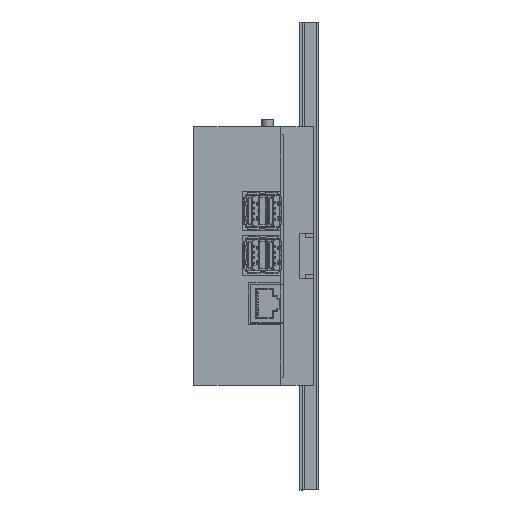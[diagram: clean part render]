
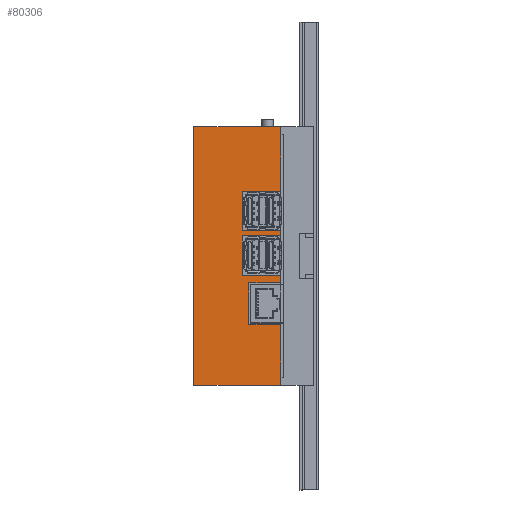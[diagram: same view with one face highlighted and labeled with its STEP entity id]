
A CAD part, left-side view. The second image highlights one B-rep face of the part: STEP entity #80306.
In plain terms, the highlighted face is planar.
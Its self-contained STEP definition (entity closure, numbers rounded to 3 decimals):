
#417 = ORIENTED_EDGE ( 'NONE', *, *, #147646, .F. ) ;
#966 = LINE ( 'NONE', #100087, #132423 ) ;
#1189 = LINE ( 'NONE', #88544, #172196 ) ;
#4077 = ORIENTED_EDGE ( 'NONE', *, *, #91510, .F. ) ;
#4431 = CARTESIAN_POINT ( 'NONE',  ( 55., 0., 10.907 ) ) ;
#6130 = LINE ( 'NONE', #58539, #64594 ) ;
#10130 = CARTESIAN_POINT ( 'NONE',  ( 55., 0., 7.857 ) ) ;
#12819 = DIRECTION ( 'NONE',  ( 0., 0., 1. ) ) ;
#14102 = DIRECTION ( 'NONE',  ( 0., 0., -1. ) ) ;
#14657 = CARTESIAN_POINT ( 'NONE',  ( 55., 0., 52.5 ) ) ;
#20141 = LINE ( 'NONE', #26207, #149265 ) ;
#20280 = VECTOR ( 'NONE', #90501, 1000. ) ;
#21125 = CARTESIAN_POINT ( 'NONE',  ( 55., 15.69, -8.143 ) ) ;
#21809 = EDGE_CURVE ( 'NONE', #44337, #171843, #34330, .T. ) ;
#23033 = CARTESIAN_POINT ( 'NONE',  ( 55., 35.3, 52.5 ) ) ;
#23151 = CARTESIAN_POINT ( 'NONE',  ( 55., 35.3, -52.5 ) ) ;
#23926 = FACE_OUTER_BOUND ( 'NONE', #153406, .T. ) ;
#26144 = VECTOR ( 'NONE', #27162, 1000. ) ;
#26161 = VERTEX_POINT ( 'NONE', #40184 ) ;
#26207 = CARTESIAN_POINT ( 'NONE',  ( 55., 15.69, 7.857 ) ) ;
#27162 = DIRECTION ( 'NONE',  ( 0., -1., 0. ) ) ;
#27531 = ORIENTED_EDGE ( 'NONE', *, *, #80475, .F. ) ;
#28048 = ORIENTED_EDGE ( 'NONE', *, *, #34039, .F. ) ;
#28317 = EDGE_CURVE ( 'NONE', #26161, #74437, #31406, .T. ) ;
#30175 = LINE ( 'NONE', #14657, #76019 ) ;
#30547 = VECTOR ( 'NONE', #94438, 1000. ) ;
#30881 = VERTEX_POINT ( 'NONE', #124906 ) ;
#31406 = LINE ( 'NONE', #43450, #39815 ) ;
#33879 = DIRECTION ( 'NONE',  ( 0., 1., 0. ) ) ;
#34039 = EDGE_CURVE ( 'NONE', #117403, #108657, #91271, .T. ) ;
#34330 = LINE ( 'NONE', #146814, #157380 ) ;
#36456 = VERTEX_POINT ( 'NONE', #4431 ) ;
#36723 = LINE ( 'NONE', #136869, #30547 ) ;
#39270 = VECTOR ( 'NONE', #127356, 1000. ) ;
#39815 = VECTOR ( 'NONE', #44042, 1000. ) ;
#40184 = CARTESIAN_POINT ( 'NONE',  ( 55., 0., -26.243 ) ) ;
#40557 = AXIS2_PLACEMENT_3D ( 'NONE', #130923, #50650, #65155 ) ;
#40900 = LINE ( 'NONE', #55085, #113929 ) ;
#41279 = EDGE_CURVE ( 'NONE', #120708, #44337, #20141, .T. ) ;
#41528 = EDGE_CURVE ( 'NONE', #137531, #84195, #36723, .T. ) ;
#42202 = CARTESIAN_POINT ( 'NONE',  ( 55., 15.69, -26.243 ) ) ;
#43450 = CARTESIAN_POINT ( 'NONE',  ( 55., 0., -26.243 ) ) ;
#44042 = DIRECTION ( 'NONE',  ( 0., 1., 0. ) ) ;
#44146 = VERTEX_POINT ( 'NONE', #128216 ) ;
#44337 = VERTEX_POINT ( 'NONE', #80967 ) ;
#45174 = VECTOR ( 'NONE', #129236, 1000. ) ;
#47380 = EDGE_CURVE ( 'NONE', #36456, #171843, #166754, .T. ) ;
#47975 = CARTESIAN_POINT ( 'NONE',  ( 55., 35.3, -52.5 ) ) ;
#50650 = DIRECTION ( 'NONE',  ( -1., 0., 0. ) ) ;
#52997 = PLANE ( 'NONE',  #40557 ) ;
#53753 = VERTEX_POINT ( 'NONE', #138738 ) ;
#55085 = CARTESIAN_POINT ( 'NONE',  ( 55., 12.95, 10.907 ) ) ;
#57679 = LINE ( 'NONE', #23151, #45174 ) ;
#58539 = CARTESIAN_POINT ( 'NONE',  ( 55., 15.69, -10.243 ) ) ;
#62564 = EDGE_CURVE ( 'NONE', #26161, #53753, #1189, .T. ) ;
#62958 = EDGE_CURVE ( 'NONE', #44146, #95621, #30175, .T. ) ;
#64594 = VECTOR ( 'NONE', #125476, 1000. ) ;
#65155 = DIRECTION ( 'NONE',  ( 0., 0., 1. ) ) ;
#66309 = CARTESIAN_POINT ( 'NONE',  ( 55., 12.95, 27.807 ) ) ;
#66422 = DIRECTION ( 'NONE',  ( 0., -1., 0. ) ) ;
#67471 = CARTESIAN_POINT ( 'NONE',  ( 55., 12.95, 27.807 ) ) ;
#69579 = ORIENTED_EDGE ( 'NONE', *, *, #150954, .F. ) ;
#70497 = EDGE_CURVE ( 'NONE', #74437, #30881, #6130, .T. ) ;
#71035 = CARTESIAN_POINT ( 'NONE',  ( 55., 0., -10.243 ) ) ;
#71828 = CARTESIAN_POINT ( 'NONE',  ( 55., 0., -8.143 ) ) ;
#72017 = LINE ( 'NONE', #148434, #26144 ) ;
#73275 = LINE ( 'NONE', #71828, #104556 ) ;
#74437 = VERTEX_POINT ( 'NONE', #42202 ) ;
#76019 = VECTOR ( 'NONE', #14102, 1000. ) ;
#79115 = DIRECTION ( 'NONE',  ( 0., 0., 1. ) ) ;
#80246 = EDGE_CURVE ( 'NONE', #146734, #105421, #82523, .T. ) ;
#80306 = ADVANCED_FACE ( 'NONE', ( #23926 ), #52997, .F. ) ;
#80475 = EDGE_CURVE ( 'NONE', #105421, #84195, #72017, .T. ) ;
#80967 = CARTESIAN_POINT ( 'NONE',  ( 55., 15.69, 7.857 ) ) ;
#82523 = LINE ( 'NONE', #66309, #172188 ) ;
#84195 = VERTEX_POINT ( 'NONE', #160133 ) ;
#88366 = ORIENTED_EDGE ( 'NONE', *, *, #41528, .T. ) ;
#88544 = CARTESIAN_POINT ( 'NONE',  ( 55., 0., 52.5 ) ) ;
#90501 = DIRECTION ( 'NONE',  ( 0., 0., -1. ) ) ;
#90875 = CARTESIAN_POINT ( 'NONE',  ( 55., 0., 52.5 ) ) ;
#90915 = ORIENTED_EDGE ( 'NONE', *, *, #80246, .F. ) ;
#91271 = LINE ( 'NONE', #172046, #20280 ) ;
#91510 = EDGE_CURVE ( 'NONE', #108657, #53753, #57679, .T. ) ;
#93775 = ORIENTED_EDGE ( 'NONE', *, *, #47380, .T. ) ;
#94049 = EDGE_CURVE ( 'NONE', #44146, #120708, #73275, .T. ) ;
#94438 = DIRECTION ( 'NONE',  ( 0., 0., -1. ) ) ;
#95621 = VERTEX_POINT ( 'NONE', #71035 ) ;
#100087 = CARTESIAN_POINT ( 'NONE',  ( 55., 35.3, 52.5 ) ) ;
#101782 = DIRECTION ( 'NONE',  ( 0., -1., 0. ) ) ;
#104556 = VECTOR ( 'NONE', #33879, 1000. ) ;
#105421 = VERTEX_POINT ( 'NONE', #67471 ) ;
#108043 = ORIENTED_EDGE ( 'NONE', *, *, #62958, .T. ) ;
#108101 = EDGE_CURVE ( 'NONE', #117403, #137531, #966, .T. ) ;
#108657 = VERTEX_POINT ( 'NONE', #47975 ) ;
#108659 = DIRECTION ( 'NONE',  ( 0., 1., 0. ) ) ;
#113929 = VECTOR ( 'NONE', #108659, 1000. ) ;
#115263 = DIRECTION ( 'NONE',  ( 0., 0., -1. ) ) ;
#117048 = CARTESIAN_POINT ( 'NONE',  ( 55., 12.95, 10.907 ) ) ;
#117403 = VERTEX_POINT ( 'NONE', #23033 ) ;
#118461 = LINE ( 'NONE', #168218, #39270 ) ;
#120708 = VERTEX_POINT ( 'NONE', #21125 ) ;
#124906 = CARTESIAN_POINT ( 'NONE',  ( 55., 15.69, -10.243 ) ) ;
#125476 = DIRECTION ( 'NONE',  ( 0., 0., 1. ) ) ;
#127356 = DIRECTION ( 'NONE',  ( 0., -1., 0. ) ) ;
#128216 = CARTESIAN_POINT ( 'NONE',  ( 55., 0., -8.143 ) ) ;
#129236 = DIRECTION ( 'NONE',  ( 0., -1., 0. ) ) ;
#130923 = CARTESIAN_POINT ( 'NONE',  ( 55., 35.3, 52.5 ) ) ;
#132396 = ORIENTED_EDGE ( 'NONE', *, *, #70497, .F. ) ;
#132423 = VECTOR ( 'NONE', #101782, 1000. ) ;
#136429 = ORIENTED_EDGE ( 'NONE', *, *, #108101, .T. ) ;
#136869 = CARTESIAN_POINT ( 'NONE',  ( 55., 0., 52.5 ) ) ;
#137437 = VECTOR ( 'NONE', #146186, 1000. ) ;
#137531 = VERTEX_POINT ( 'NONE', #171564 ) ;
#138738 = CARTESIAN_POINT ( 'NONE',  ( 55., 0., -52.5 ) ) ;
#143146 = ORIENTED_EDGE ( 'NONE', *, *, #41279, .F. ) ;
#144967 = ORIENTED_EDGE ( 'NONE', *, *, #21809, .F. ) ;
#146186 = DIRECTION ( 'NONE',  ( 0., 0., -1. ) ) ;
#146734 = VERTEX_POINT ( 'NONE', #117048 ) ;
#146814 = CARTESIAN_POINT ( 'NONE',  ( 55., 15.69, 7.857 ) ) ;
#147646 = EDGE_CURVE ( 'NONE', #36456, #146734, #40900, .T. ) ;
#148434 = CARTESIAN_POINT ( 'NONE',  ( 55., 0., 27.807 ) ) ;
#149265 = VECTOR ( 'NONE', #12819, 1000. ) ;
#150954 = EDGE_CURVE ( 'NONE', #30881, #95621, #118461, .T. ) ;
#153228 = ORIENTED_EDGE ( 'NONE', *, *, #28317, .F. ) ;
#153406 = EDGE_LOOP ( 'NONE', ( #88366, #27531, #90915, #417, #93775, #144967, #143146, #154645, #108043, #69579, #132396, #153228, #165030, #4077, #28048, #136429 ) ) ;
#154645 = ORIENTED_EDGE ( 'NONE', *, *, #94049, .F. ) ;
#157380 = VECTOR ( 'NONE', #66422, 1000. ) ;
#160133 = CARTESIAN_POINT ( 'NONE',  ( 55., 0., 27.807 ) ) ;
#165030 = ORIENTED_EDGE ( 'NONE', *, *, #62564, .T. ) ;
#166754 = LINE ( 'NONE', #90875, #137437 ) ;
#168218 = CARTESIAN_POINT ( 'NONE',  ( 55., 0., -10.243 ) ) ;
#171564 = CARTESIAN_POINT ( 'NONE',  ( 55., 0., 52.5 ) ) ;
#171843 = VERTEX_POINT ( 'NONE', #10130 ) ;
#172046 = CARTESIAN_POINT ( 'NONE',  ( 55., 35.3, 52.5 ) ) ;
#172188 = VECTOR ( 'NONE', #79115, 1000. ) ;
#172196 = VECTOR ( 'NONE', #115263, 1000. ) ;
